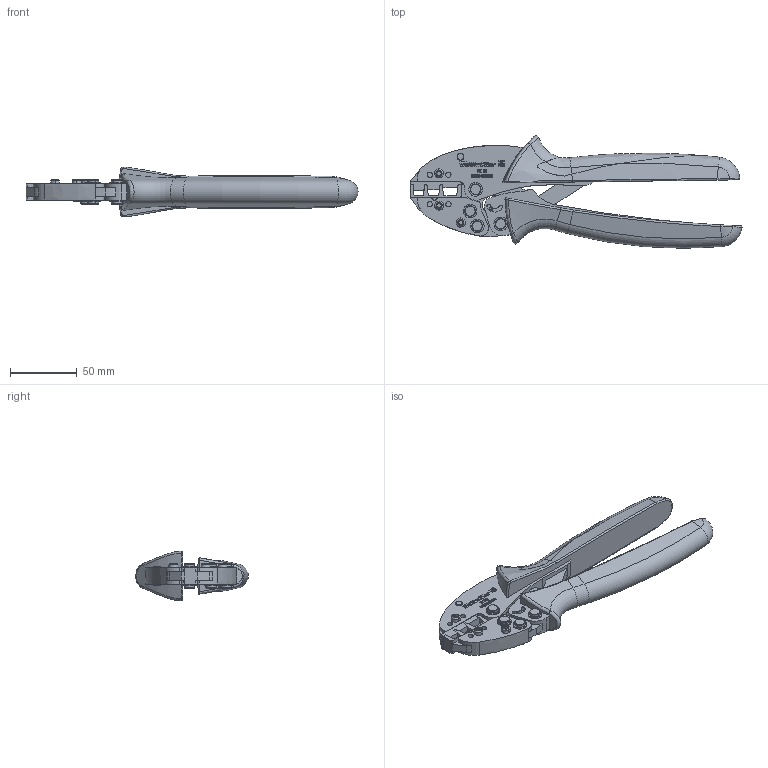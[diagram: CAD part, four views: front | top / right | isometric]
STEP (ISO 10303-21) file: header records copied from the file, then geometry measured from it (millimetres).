
FILE_DESCRIPTION(('CATIA V5 STEP Exchange','CAx-IF Rec.Pracs.--- Model Styling and Organization---1.5--- 2016-08-15','CAx-IF Rec.Pracs.---Supplemental Geometry---1.0---2011-11-01','CAx-IF Rec.Pracs.--- Composite Materials ---1.1---2010-07-15'),'2;1');
FILE_NAME ('033342-1_0', '2025-03-03T13:14:58+00:00', ('none'), ('Weidmueller'), 'CATIA Version 5-6 Release 2022 SP4 HF5', 'CATIA V5 STEP AP214 v3', 'none');
FILE_SCHEMA(('AUTOMOTIVE_DESIGN { 1 0 10303 214 1 1 1 1 }'));
Length unit declared in the file: millimetre
Products named in the file (1): 9006450000_PZ_50_Simple3D
Bounding box: 248.88 x 84.46 x 37.36 mm (x, y, z)
Volume: 188525 mm3; surface area: 46133 mm2
Topology: 1 solids, 1 shells, 1209 faces, 3316 edges, 2202 vertices
Faces by surface type: plane 474, extrusion 438, cylinder 195, bspline 42, cone 34, torus 21, sphere 3, revolution 2
Entity records: 48705 total; most frequent: CARTESIAN_POINT 19992, ORIENTED_EDGE 6624, DIRECTION 3625, EDGE_CURVE 3312, VERTEX_POINT 2202, VECTOR 2162, LINE 1724, B_SPLINE_CURVE_WITH_KNOTS 1515
